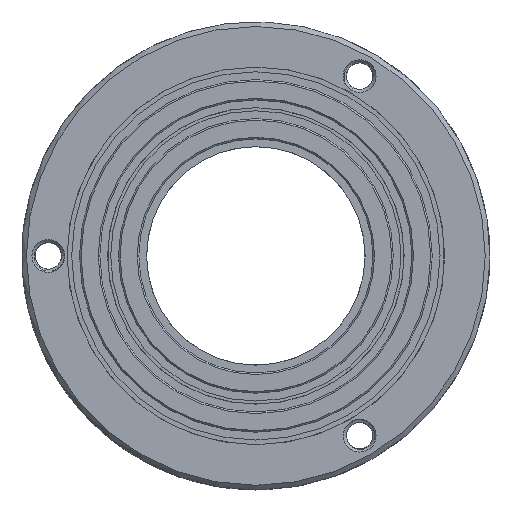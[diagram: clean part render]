
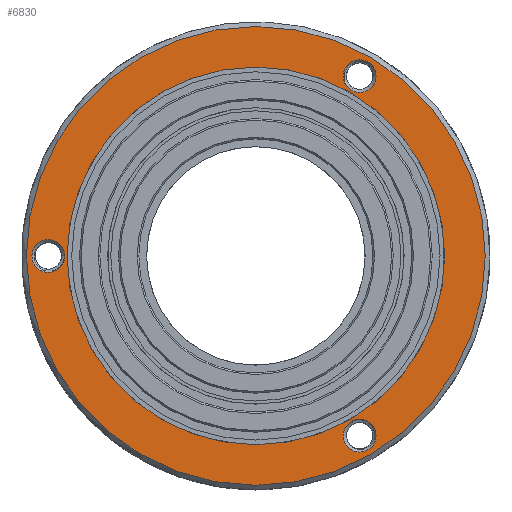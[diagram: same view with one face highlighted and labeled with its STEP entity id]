
A CAD part, left-side view. The second image highlights one B-rep face of the part: STEP entity #6830.
In plain terms, the highlighted planar face has unit normal (-1, 0, 0).
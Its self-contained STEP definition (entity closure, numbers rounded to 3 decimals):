
#425 = CARTESIAN_POINT ( 'NONE',  ( 6.5, 0., 12.1 ) ) ;
#629 = ORIENTED_EDGE ( 'NONE', *, *, #14939, .T. ) ;
#800 = CIRCLE ( 'NONE', #2806, 14.7 ) ;
#816 = EDGE_LOOP ( 'NONE', ( #9876 ) ) ;
#1190 = CARTESIAN_POINT ( 'NONE',  ( 6.5, 13.3, -1.05 ) ) ;
#1238 = EDGE_LOOP ( 'NONE', ( #21216 ) ) ;
#1721 = CARTESIAN_POINT ( 'NONE',  ( 6.5, 15., 0. ) ) ;
#2806 = AXIS2_PLACEMENT_3D ( 'NONE', #22894, #11957, #3787 ) ;
#3524 = DIRECTION ( 'NONE',  ( 1., 0., 0. ) ) ;
#3724 = DIRECTION ( 'NONE',  ( 0., 0., -1. ) ) ;
#3787 = DIRECTION ( 'NONE',  ( 0., 0., -1. ) ) ;
#5694 = CARTESIAN_POINT ( 'NONE',  ( 6.5, -6.65, -12.568 ) ) ;
#5727 = DIRECTION ( 'NONE',  ( 1., 0., 0. ) ) ;
#5964 = VERTEX_POINT ( 'NONE', #5694 ) ;
#6438 = CIRCLE ( 'NONE', #10866, 1.05 ) ;
#6737 = CARTESIAN_POINT ( 'NONE',  ( 6.5, 13.3, 0. ) ) ;
#6830 = ADVANCED_FACE ( 'NONE', ( #13303, #24717, #21035, #13047, #12934 ), #24981, .F. ) ;
#7128 = CIRCLE ( 'NONE', #23701, 1.05 ) ;
#8082 = EDGE_CURVE ( 'NONE', #11375, #11375, #7128, .T. ) ;
#9618 = CARTESIAN_POINT ( 'NONE',  ( 6.5, 0., -14.7 ) ) ;
#9876 = ORIENTED_EDGE ( 'NONE', *, *, #14057, .F. ) ;
#10866 = AXIS2_PLACEMENT_3D ( 'NONE', #13554, #19626, #11545 ) ;
#11042 = AXIS2_PLACEMENT_3D ( 'NONE', #24206, #16702, #14556 ) ;
#11375 = VERTEX_POINT ( 'NONE', #1190 ) ;
#11545 = DIRECTION ( 'NONE',  ( 0., 0., -1. ) ) ;
#11957 = DIRECTION ( 'NONE',  ( -1., 0., 0. ) ) ;
#12934 = FACE_BOUND ( 'NONE', #816, .T. ) ;
#13047 = FACE_BOUND ( 'NONE', #14985, .T. ) ;
#13303 = FACE_OUTER_BOUND ( 'NONE', #14639, .T. ) ;
#13554 = CARTESIAN_POINT ( 'NONE',  ( 6.5, -6.65, -11.518 ) ) ;
#13688 = ORIENTED_EDGE ( 'NONE', *, *, #24627, .T. ) ;
#14057 = EDGE_CURVE ( 'NONE', #24951, #24951, #17104, .T. ) ;
#14546 = DIRECTION ( 'NONE',  ( 0., 0., -1. ) ) ;
#14556 = DIRECTION ( 'NONE',  ( 0., 0., 1. ) ) ;
#14639 = EDGE_LOOP ( 'NONE', ( #13688 ) ) ;
#14939 = EDGE_CURVE ( 'NONE', #19465, #19465, #18321, .T. ) ;
#14985 = EDGE_LOOP ( 'NONE', ( #17746 ) ) ;
#16447 = DIRECTION ( 'NONE',  ( 1., 0., 0. ) ) ;
#16702 = DIRECTION ( 'NONE',  ( -1., 0., 0. ) ) ;
#17066 = AXIS2_PLACEMENT_3D ( 'NONE', #24258, #3524, #18886 ) ;
#17104 = CIRCLE ( 'NONE', #11042, 12.1 ) ;
#17746 = ORIENTED_EDGE ( 'NONE', *, *, #8082, .T. ) ;
#18321 = CIRCLE ( 'NONE', #17066, 1.05 ) ;
#18886 = DIRECTION ( 'NONE',  ( 0., 0., -1. ) ) ;
#19465 = VERTEX_POINT ( 'NONE', #21271 ) ;
#19537 = AXIS2_PLACEMENT_3D ( 'NONE', #1721, #5727, #3724 ) ;
#19626 = DIRECTION ( 'NONE',  ( 1., 0., 0. ) ) ;
#21035 = FACE_BOUND ( 'NONE', #24417, .T. ) ;
#21216 = ORIENTED_EDGE ( 'NONE', *, *, #23739, .T. ) ;
#21271 = CARTESIAN_POINT ( 'NONE',  ( 6.5, -6.65, 10.468 ) ) ;
#22894 = CARTESIAN_POINT ( 'NONE',  ( 6.5, 0., 0. ) ) ;
#23309 = VERTEX_POINT ( 'NONE', #9618 ) ;
#23701 = AXIS2_PLACEMENT_3D ( 'NONE', #6737, #16447, #14546 ) ;
#23739 = EDGE_CURVE ( 'NONE', #5964, #5964, #6438, .T. ) ;
#24206 = CARTESIAN_POINT ( 'NONE',  ( 6.5, 0., 0. ) ) ;
#24258 = CARTESIAN_POINT ( 'NONE',  ( 6.5, -6.65, 11.518 ) ) ;
#24417 = EDGE_LOOP ( 'NONE', ( #629 ) ) ;
#24627 = EDGE_CURVE ( 'NONE', #23309, #23309, #800, .T. ) ;
#24717 = FACE_BOUND ( 'NONE', #1238, .T. ) ;
#24951 = VERTEX_POINT ( 'NONE', #425 ) ;
#24981 = PLANE ( 'NONE',  #19537 ) ;
